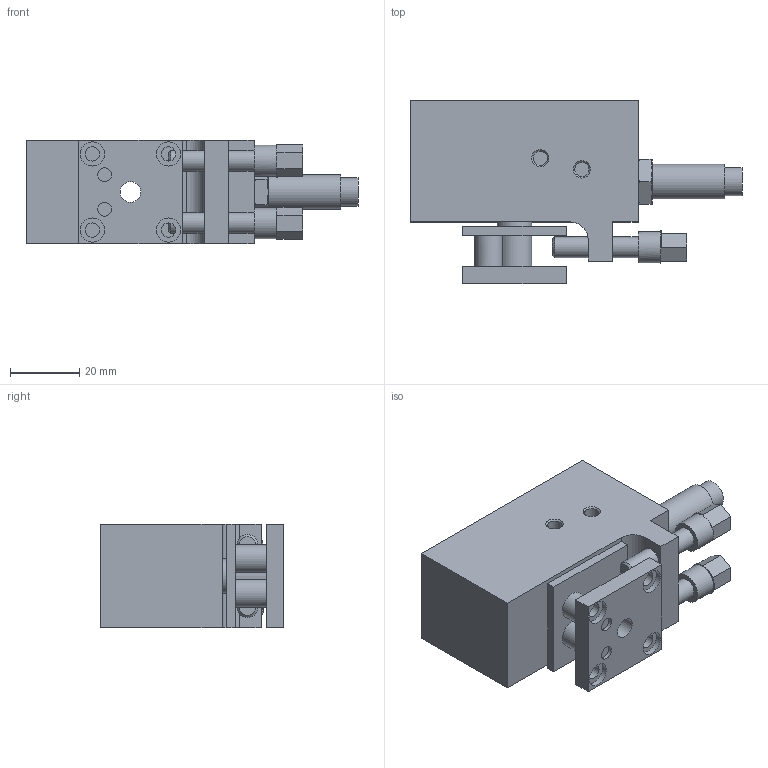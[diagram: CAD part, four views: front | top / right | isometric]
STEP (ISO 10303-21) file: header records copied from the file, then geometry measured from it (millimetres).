
FILE_DESCRIPTION((''),'2;1');
FILE_NAME('MSR-1.stp','2012-10-05T15:08:33',('hartung_david'),(''),'Autodesk Inventor 2012','Autodesk Inventor 2012','');
FILE_SCHEMA(('AUTOMOTIVE_DESIGN { 1 0 10303 214 1 1 1 1 }'));
Length unit declared in the file: millimetre
Products named in the file (3): MSR-1; MSR-1-010; MSR-1-020
Assembly tree (2 placements, depth 2):
  MSR-1
    MSR-1-010
    MSR-1-020
Bounding box: 96 x 53.02 x 30 mm (x, y, z)
Volume: 82874.8 mm3; surface area: 21638.9 mm2
Topology: 2 solids, 2 shells, 160 faces, 341 edges, 219 vertices
Faces by surface type: plane 97, cylinder 43, cone 20
Full cylindrical faces by diameter (mm): 3.242 x4, 4 x4, 4.134 x6, 6 x6, 7 x10, 8 x4, 8.137 x1, 9 x2, 9.6 x1, 10 x3
Entity records: 4291 total; most frequent: CARTESIAN_POINT 738, DIRECTION 703, ORIENTED_EDGE 572, EDGE_CURVE 286, AXIS2_PLACEMENT_3D 280, EDGE_LOOP 259, VERTEX_POINT 213, STYLED_ITEM 162
